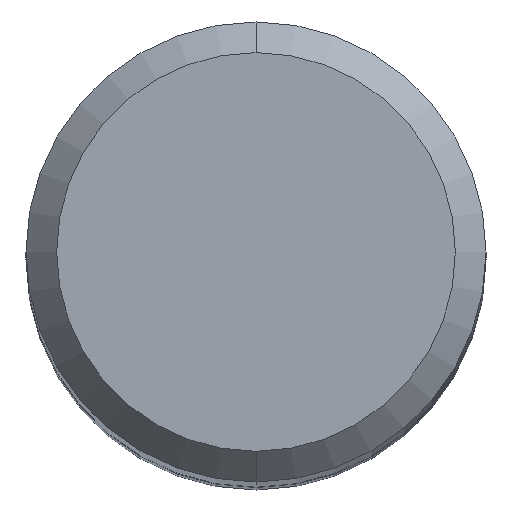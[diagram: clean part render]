
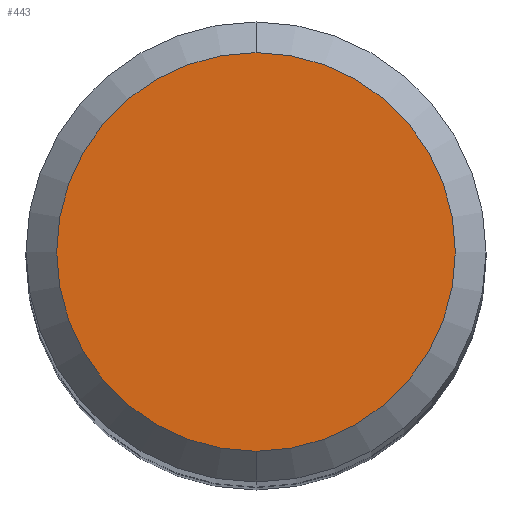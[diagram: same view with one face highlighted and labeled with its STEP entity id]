
A CAD part, top view. The second image highlights one B-rep face of the part: STEP entity #443.
In plain terms, the highlighted planar face has unit normal (0, 0, 1).
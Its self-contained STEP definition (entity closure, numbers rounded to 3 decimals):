
#269=EDGE_CURVE('',#325,#287,#582,.T.);
#287=VERTEX_POINT('',#600);
#325=VERTEX_POINT('',#642);
#443=ADVANCED_FACE('',(#771),#772,.T.);
#445=EDGE_CURVE('',#287,#325,#774,.T.);
#582=CIRCLE('',#982,2.6);
#600=CARTESIAN_POINT('',(0.0,2.6,0.0));
#642=CARTESIAN_POINT('',(0.,-2.6,0.0));
#771=FACE_OUTER_BOUND('',#1391,.T.);
#772=PLANE('',#1392);
#774=CIRCLE('',#1395,2.6);
#982=AXIS2_PLACEMENT_3D('',#1543,#1544,#1545);
#1391=EDGE_LOOP('',(#1742,#1743));
#1392=AXIS2_PLACEMENT_3D('',#1744,#1745,#1746);
#1395=AXIS2_PLACEMENT_3D('',#1747,#1748,#1749);
#1543=CARTESIAN_POINT('',(0.0,0.0,0.0));
#1544=DIRECTION('',(0.0,0.0,-1.0));
#1545=DIRECTION('',(0.0,1.0,0.0));
#1742=ORIENTED_EDGE('',*,*,#445,.F.);
#1743=ORIENTED_EDGE('',*,*,#269,.F.);
#1744=CARTESIAN_POINT('',(0.0,1.3,0.0));
#1745=DIRECTION('',(-0.0,0.0,1.0));
#1746=DIRECTION('',(0.0,-1.0,0.0));
#1747=CARTESIAN_POINT('',(0.0,0.0,0.0));
#1748=DIRECTION('',(0.0,0.0,-1.0));
#1749=DIRECTION('',(0.0,1.0,0.0));
